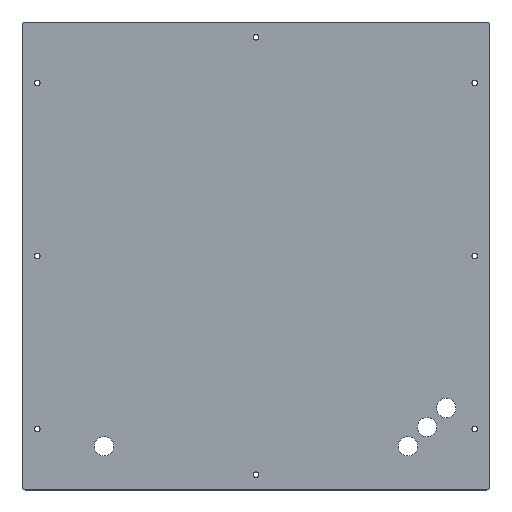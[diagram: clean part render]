
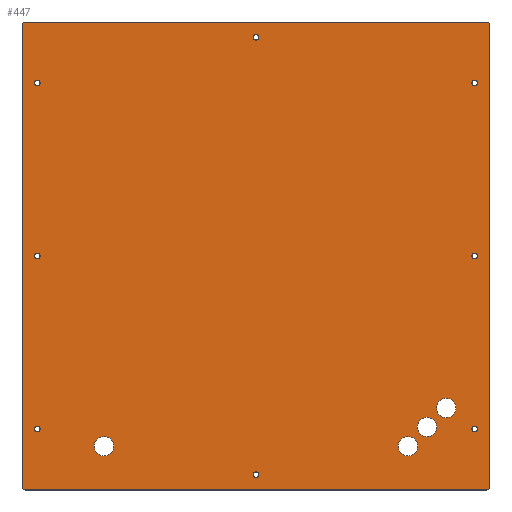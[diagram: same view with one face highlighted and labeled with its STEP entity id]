
A CAD part, top view. The second image highlights one B-rep face of the part: STEP entity #447.
In plain terms, the highlighted planar face has unit normal (0, 0, 1).
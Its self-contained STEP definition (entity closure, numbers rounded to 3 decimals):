
#15=FACE_BOUND('',#78,.T.);
#16=FACE_BOUND('',#79,.T.);
#17=FACE_BOUND('',#80,.T.);
#18=FACE_BOUND('',#81,.T.);
#19=FACE_BOUND('',#82,.T.);
#20=FACE_BOUND('',#83,.T.);
#21=FACE_BOUND('',#84,.T.);
#22=FACE_BOUND('',#85,.T.);
#23=FACE_BOUND('',#86,.T.);
#24=FACE_BOUND('',#87,.T.);
#25=FACE_BOUND('',#88,.T.);
#26=FACE_BOUND('',#89,.T.);
#40=PLANE('',#501);
#55=FACE_OUTER_BOUND('',#77,.T.);
#77=EDGE_LOOP('',(#341,#342,#343,#344,#345,#346,#347,#348));
#78=EDGE_LOOP('',(#349));
#79=EDGE_LOOP('',(#350));
#80=EDGE_LOOP('',(#351));
#81=EDGE_LOOP('',(#352));
#82=EDGE_LOOP('',(#353));
#83=EDGE_LOOP('',(#354));
#84=EDGE_LOOP('',(#355));
#85=EDGE_LOOP('',(#356));
#86=EDGE_LOOP('',(#357));
#87=EDGE_LOOP('',(#358));
#88=EDGE_LOOP('',(#359));
#89=EDGE_LOOP('',(#360));
#123=LINE('',#725,#151);
#126=LINE('',#731,#154);
#127=LINE('',#735,#155);
#128=LINE('',#739,#156);
#151=VECTOR('',#595,10.);
#154=VECTOR('',#600,10.);
#155=VECTOR('',#603,10.);
#156=VECTOR('',#606,10.);
#169=CIRCLE('',#474,2.75);
#171=CIRCLE('',#477,2.75);
#173=CIRCLE('',#480,2.75);
#175=CIRCLE('',#483,2.75);
#177=CIRCLE('',#486,2.75);
#179=CIRCLE('',#489,2.75);
#181=CIRCLE('',#492,2.75);
#183=CIRCLE('',#495,2.75);
#186=CIRCLE('',#499,3.);
#187=CIRCLE('',#502,3.);
#188=CIRCLE('',#503,3.);
#189=CIRCLE('',#504,3.);
#190=CIRCLE('',#505,9.5);
#191=CIRCLE('',#506,9.5);
#192=CIRCLE('',#507,9.5);
#193=CIRCLE('',#508,9.5);
#201=VERTEX_POINT('',#667);
#203=VERTEX_POINT('',#673);
#205=VERTEX_POINT('',#679);
#207=VERTEX_POINT('',#685);
#209=VERTEX_POINT('',#691);
#211=VERTEX_POINT('',#697);
#213=VERTEX_POINT('',#703);
#215=VERTEX_POINT('',#709);
#219=VERTEX_POINT('',#718);
#220=VERTEX_POINT('',#720);
#221=VERTEX_POINT('',#724);
#223=VERTEX_POINT('',#730);
#224=VERTEX_POINT('',#732);
#225=VERTEX_POINT('',#734);
#226=VERTEX_POINT('',#736);
#227=VERTEX_POINT('',#738);
#228=VERTEX_POINT('',#741);
#229=VERTEX_POINT('',#743);
#230=VERTEX_POINT('',#745);
#231=VERTEX_POINT('',#747);
#241=EDGE_CURVE('',#201,#201,#169,.T.);
#244=EDGE_CURVE('',#203,#203,#171,.T.);
#247=EDGE_CURVE('',#205,#205,#173,.T.);
#250=EDGE_CURVE('',#207,#207,#175,.T.);
#253=EDGE_CURVE('',#209,#209,#177,.T.);
#256=EDGE_CURVE('',#211,#211,#179,.T.);
#259=EDGE_CURVE('',#213,#213,#181,.T.);
#262=EDGE_CURVE('',#215,#215,#183,.T.);
#267=EDGE_CURVE('',#219,#220,#186,.T.);
#269=EDGE_CURVE('',#221,#220,#123,.T.);
#272=EDGE_CURVE('',#219,#223,#126,.T.);
#273=EDGE_CURVE('',#224,#223,#187,.T.);
#274=EDGE_CURVE('',#225,#224,#127,.T.);
#275=EDGE_CURVE('',#226,#225,#188,.T.);
#276=EDGE_CURVE('',#226,#227,#128,.T.);
#277=EDGE_CURVE('',#221,#227,#189,.T.);
#278=EDGE_CURVE('',#228,#228,#190,.T.);
#279=EDGE_CURVE('',#229,#229,#191,.T.);
#280=EDGE_CURVE('',#230,#230,#192,.T.);
#281=EDGE_CURVE('',#231,#231,#193,.T.);
#341=ORIENTED_EDGE('',*,*,#267,.F.);
#342=ORIENTED_EDGE('',*,*,#272,.T.);
#343=ORIENTED_EDGE('',*,*,#273,.F.);
#344=ORIENTED_EDGE('',*,*,#274,.F.);
#345=ORIENTED_EDGE('',*,*,#275,.F.);
#346=ORIENTED_EDGE('',*,*,#276,.T.);
#347=ORIENTED_EDGE('',*,*,#277,.F.);
#348=ORIENTED_EDGE('',*,*,#269,.T.);
#349=ORIENTED_EDGE('',*,*,#241,.T.);
#350=ORIENTED_EDGE('',*,*,#244,.T.);
#351=ORIENTED_EDGE('',*,*,#247,.T.);
#352=ORIENTED_EDGE('',*,*,#250,.T.);
#353=ORIENTED_EDGE('',*,*,#253,.T.);
#354=ORIENTED_EDGE('',*,*,#256,.T.);
#355=ORIENTED_EDGE('',*,*,#259,.T.);
#356=ORIENTED_EDGE('',*,*,#262,.T.);
#357=ORIENTED_EDGE('',*,*,#278,.T.);
#358=ORIENTED_EDGE('',*,*,#279,.T.);
#359=ORIENTED_EDGE('',*,*,#280,.T.);
#360=ORIENTED_EDGE('',*,*,#281,.T.);
#447=ADVANCED_FACE('',(#55,#15,#16,#17,#18,#19,#20,#21,#22,#23,#24,#25,
#26),#40,.T.);
#474=AXIS2_PLACEMENT_3D('',#668,#531,#532);
#477=AXIS2_PLACEMENT_3D('',#674,#538,#539);
#480=AXIS2_PLACEMENT_3D('',#680,#545,#546);
#483=AXIS2_PLACEMENT_3D('',#686,#552,#553);
#486=AXIS2_PLACEMENT_3D('',#692,#559,#560);
#489=AXIS2_PLACEMENT_3D('',#698,#566,#567);
#492=AXIS2_PLACEMENT_3D('',#704,#573,#574);
#495=AXIS2_PLACEMENT_3D('',#710,#580,#581);
#499=AXIS2_PLACEMENT_3D('',#721,#590,#591);
#501=AXIS2_PLACEMENT_3D('',#729,#598,#599);
#502=AXIS2_PLACEMENT_3D('',#733,#601,#602);
#503=AXIS2_PLACEMENT_3D('',#737,#604,#605);
#504=AXIS2_PLACEMENT_3D('',#740,#607,#608);
#505=AXIS2_PLACEMENT_3D('',#742,#609,#610);
#506=AXIS2_PLACEMENT_3D('',#744,#611,#612);
#507=AXIS2_PLACEMENT_3D('',#746,#613,#614);
#508=AXIS2_PLACEMENT_3D('',#748,#615,#616);
#531=DIRECTION('center_axis',(0.,0.,-1.));
#532=DIRECTION('ref_axis',(1.,0.,0.));
#538=DIRECTION('center_axis',(0.,0.,-1.));
#539=DIRECTION('ref_axis',(1.,0.,0.));
#545=DIRECTION('center_axis',(0.,0.,-1.));
#546=DIRECTION('ref_axis',(1.,0.,0.));
#552=DIRECTION('center_axis',(0.,0.,-1.));
#553=DIRECTION('ref_axis',(1.,0.,0.));
#559=DIRECTION('center_axis',(0.,0.,-1.));
#560=DIRECTION('ref_axis',(1.,0.,0.));
#566=DIRECTION('center_axis',(0.,0.,-1.));
#567=DIRECTION('ref_axis',(1.,0.,0.));
#573=DIRECTION('center_axis',(0.,0.,-1.));
#574=DIRECTION('ref_axis',(1.,0.,0.));
#580=DIRECTION('center_axis',(0.,0.,-1.));
#581=DIRECTION('ref_axis',(1.,0.,0.));
#590=DIRECTION('center_axis',(0.,0.,-1.));
#591=DIRECTION('ref_axis',(0.707,-0.707,0.));
#595=DIRECTION('',(1.,0.,0.));
#598=DIRECTION('center_axis',(0.,0.,1.));
#599=DIRECTION('ref_axis',(1.,0.,0.));
#600=DIRECTION('',(0.,1.,0.));
#601=DIRECTION('center_axis',(0.,0.,-1.));
#602=DIRECTION('ref_axis',(0.707,0.707,0.));
#603=DIRECTION('',(1.,0.,0.));
#604=DIRECTION('center_axis',(0.,0.,-1.));
#605=DIRECTION('ref_axis',(-0.707,0.707,0.));
#606=DIRECTION('',(0.,-1.,0.));
#607=DIRECTION('center_axis',(0.,0.,-1.));
#608=DIRECTION('ref_axis',(-0.707,-0.707,0.));
#609=DIRECTION('center_axis',(0.,0.,-1.));
#610=DIRECTION('ref_axis',(1.,0.,0.));
#611=DIRECTION('center_axis',(0.,0.,-1.));
#612=DIRECTION('ref_axis',(1.,0.,0.));
#613=DIRECTION('center_axis',(0.,0.,-1.));
#614=DIRECTION('ref_axis',(1.,0.,0.));
#615=DIRECTION('center_axis',(0.,0.,-1.));
#616=DIRECTION('ref_axis',(1.,0.,0.));
#667=CARTESIAN_POINT('',(212.25,0.,0.));
#668=CARTESIAN_POINT('Origin',(215.,0.,0.));
#673=CARTESIAN_POINT('',(-2.75,-215.,0.));
#674=CARTESIAN_POINT('Origin',(0.,-215.,0.));
#679=CARTESIAN_POINT('',(-217.75,-170.,0.));
#680=CARTESIAN_POINT('Origin',(-215.,-170.,0.));
#685=CARTESIAN_POINT('',(-217.75,170.,0.));
#686=CARTESIAN_POINT('Origin',(-215.,170.,0.));
#691=CARTESIAN_POINT('',(-217.75,0.,0.));
#692=CARTESIAN_POINT('Origin',(-215.,0.,0.));
#697=CARTESIAN_POINT('',(-2.75,215.,0.));
#698=CARTESIAN_POINT('Origin',(0.,215.,0.));
#703=CARTESIAN_POINT('',(212.25,170.,0.));
#704=CARTESIAN_POINT('Origin',(215.,170.,0.));
#709=CARTESIAN_POINT('',(212.25,-170.,0.));
#710=CARTESIAN_POINT('Origin',(215.,-170.,0.));
#718=CARTESIAN_POINT('',(230.,-227.,0.));
#720=CARTESIAN_POINT('',(227.,-230.,0.));
#721=CARTESIAN_POINT('Origin',(227.,-227.,0.));
#724=CARTESIAN_POINT('',(-227.,-230.,0.));
#725=CARTESIAN_POINT('',(-230.,-230.,0.));
#729=CARTESIAN_POINT('Origin',(0.,0.,
0.));
#730=CARTESIAN_POINT('',(230.,227.,0.));
#731=CARTESIAN_POINT('',(230.,-230.,0.));
#732=CARTESIAN_POINT('',(227.,230.,0.));
#733=CARTESIAN_POINT('Origin',(227.,227.,0.));
#734=CARTESIAN_POINT('',(-227.,230.,0.));
#735=CARTESIAN_POINT('',(-230.,230.,0.));
#736=CARTESIAN_POINT('',(-230.,227.,0.));
#737=CARTESIAN_POINT('Origin',(-227.,227.,0.));
#738=CARTESIAN_POINT('',(-230.,-227.,0.));
#739=CARTESIAN_POINT('',(-230.,230.,0.));
#740=CARTESIAN_POINT('Origin',(-227.,-227.,0.));
#741=CARTESIAN_POINT('',(158.68,-168.18,0.));
#742=CARTESIAN_POINT('Origin',(168.18,-168.18,0.));
#743=CARTESIAN_POINT('',(139.86,-187.,0.));
#744=CARTESIAN_POINT('Origin',(149.36,-187.,0.));
#745=CARTESIAN_POINT('',(177.5,-149.36,0.));
#746=CARTESIAN_POINT('Origin',(187.,-149.36,0.));
#747=CARTESIAN_POINT('',(-158.86,-187.,0.));
#748=CARTESIAN_POINT('Origin',(-149.36,-187.,0.));
